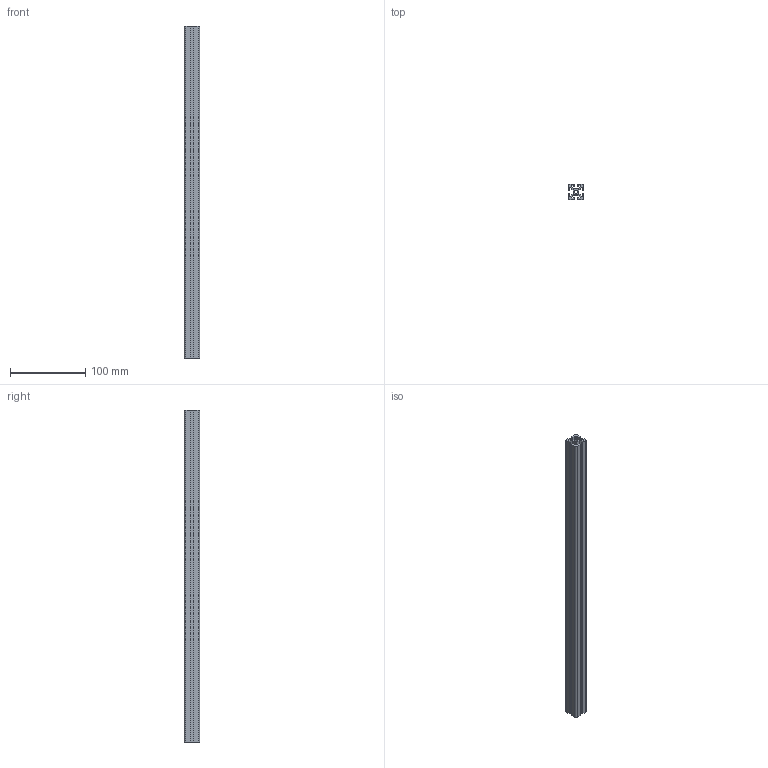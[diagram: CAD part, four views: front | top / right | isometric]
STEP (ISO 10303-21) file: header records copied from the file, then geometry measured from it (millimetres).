
FILE_DESCRIPTION(/* description */ (''),/* implementation_level */ '2;1');
FILE_NAME(/* name */ 'Item Profile 20x20x440.stp',/* time_stamp */ '2025-04-21T21:17:23+02:00',/* author */ ('roone'),/* organization */ (''),/* preprocessor_version */ 'ST-DEVELOPER v20',/* originating_system */ 'Autodesk Inventor 2025',/* authorisation */ '');
FILE_SCHEMA (('AUTOMOTIVE_DESIGN { 1 0 10303 214 3 1 1 }'));
Length unit declared in the file: millimetre
Products named in the file (1): Item Profile 20x20x440
Bounding box: 20 x 20 x 440 mm (x, y, z)
Volume: 79644.5 mm3; surface area: 78298.6 mm2
Topology: 1 solids, 1 shells, 59 faces, 171 edges, 114 vertices
Faces by surface type: plane 38, cylinder 21
Full cylindrical faces by diameter (mm): 4.3 x1
Entity records: 1997 total; most frequent: CARTESIAN_POINT 345, ORIENTED_EDGE 342, DIRECTION 333, EDGE_CURVE 171, LINE 129, VECTOR 129, VERTEX_POINT 114, AXIS2_PLACEMENT_3D 102
